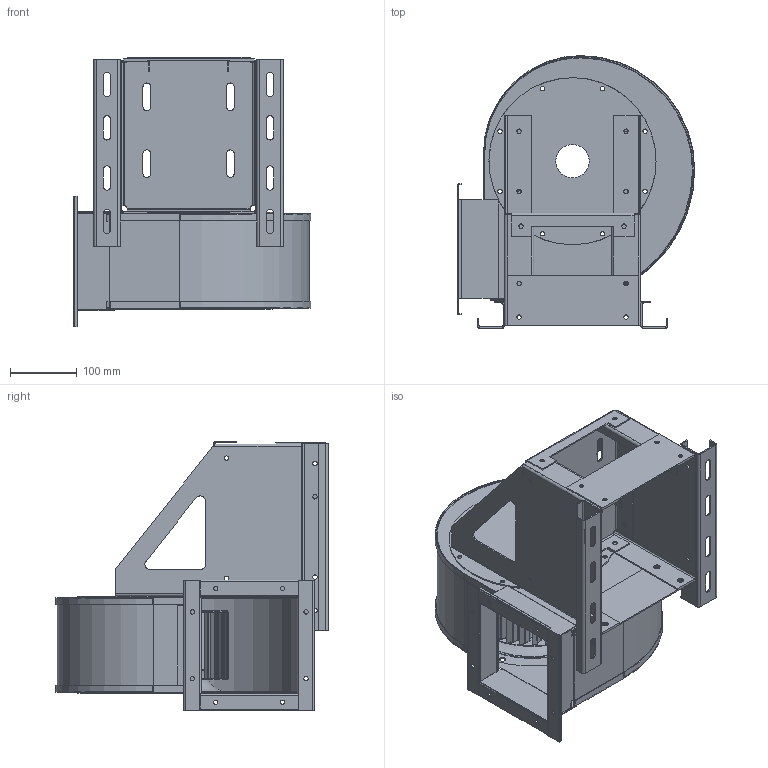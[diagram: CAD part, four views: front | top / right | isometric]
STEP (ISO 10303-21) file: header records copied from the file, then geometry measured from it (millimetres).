
FILE_DESCRIPTION(('STEP AP203'), '1');
FILE_NAME('ÂÐ 280-46-2', '', ('UNSPECIFIED'), ('UNSPECIFIED'), 'ASCON STEP Converter 1.3', 'ASCON Math Kernel', '');
FILE_SCHEMA(('CONFIG_CONTROL_DESIGN'));
Length unit declared in the file: millimetre
Bounding box: 355.2 x 408 x 402.86 mm (x, y, z)
Volume: 1200660.6 mm3; surface area: 1526433.3 mm2
Topology: 5 solids, 5 shells, 2110 faces, 6679 edges, 4183 vertices
Faces by surface type: plane 1776, cylinder 332, torus 2
Full cylindrical faces by diameter (mm): 5 x6, 6.5 x50, 9.3 x34, 50 x1, 80.3 x1, 132 x1, 134.8 x1, 150 x1, 160 x1, 202 x2, 210 x2, 250 x2
Entity records: 89909 total; most frequent: ORIENTED_EDGE 13150, CARTESIAN_POINT 12869, DIRECTION 11551, EDGE_CURVE 6575, LINE 5821, VECTOR 5821, VERTEX_POINT 4183, AXIS2_PLACEMENT_3D 2865
